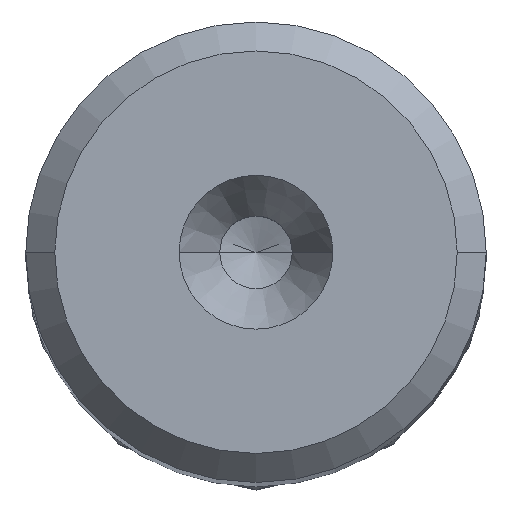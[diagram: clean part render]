
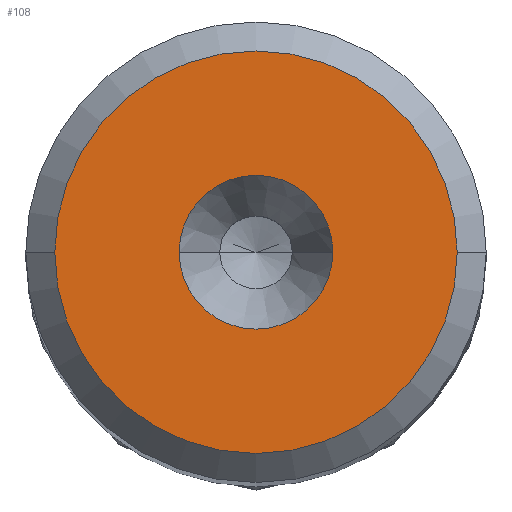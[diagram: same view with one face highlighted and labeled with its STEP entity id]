
A CAD part, top view. The second image highlights one B-rep face of the part: STEP entity #108.
In plain terms, the highlighted planar face has unit normal (0, 0, 1).
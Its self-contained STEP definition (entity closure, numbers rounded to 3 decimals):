
#88=PLANE('',#548);
#90=FACE_BOUND('',#165,.T.);
#91=FACE_BOUND('',#166,.T.);
#108=ADVANCED_FACE('',(#90,#91),#88,.T.);
#165=EDGE_LOOP('',(#196,#197,#198,#199));
#166=EDGE_LOOP('',(#200,#201));
#196=ORIENTED_EDGE('',*,*,#351,.T.);
#197=ORIENTED_EDGE('',*,*,#352,.T.);
#198=ORIENTED_EDGE('',*,*,#353,.T.);
#199=ORIENTED_EDGE('',*,*,#354,.T.);
#200=ORIENTED_EDGE('',*,*,#355,.T.);
#201=ORIENTED_EDGE('',*,*,#356,.T.);
#314=VERTEX_POINT('',#865);
#315=VERTEX_POINT('',#866);
#316=VERTEX_POINT('',#868);
#317=VERTEX_POINT('',#870);
#318=VERTEX_POINT('',#873);
#319=VERTEX_POINT('',#874);
#351=EDGE_CURVE('',#314,#315,#439,.T.);
#352=EDGE_CURVE('',#315,#316,#440,.T.);
#353=EDGE_CURVE('',#316,#317,#441,.T.);
#354=EDGE_CURVE('',#317,#314,#442,.T.);
#355=EDGE_CURVE('',#318,#319,#443,.T.);
#356=EDGE_CURVE('',#319,#318,#444,.T.);
#439=CIRCLE('',#542,6.937);
#440=CIRCLE('',#543,6.937);
#441=CIRCLE('',#544,6.937);
#442=CIRCLE('',#545,6.937);
#443=CIRCLE('',#546,2.65);
#444=CIRCLE('',#547,2.65);
#542=AXIS2_PLACEMENT_3D('',#864,#638,#639);
#543=AXIS2_PLACEMENT_3D('',#867,#640,#641);
#544=AXIS2_PLACEMENT_3D('',#869,#642,#643);
#545=AXIS2_PLACEMENT_3D('',#871,#644,#645);
#546=AXIS2_PLACEMENT_3D('',#872,#646,#647);
#547=AXIS2_PLACEMENT_3D('',#875,#648,#649);
#548=AXIS2_PLACEMENT_3D('',#876,#650,#651);
#638=DIRECTION('',(0.,0.,1.));
#639=DIRECTION('',(0.,1.,0.));
#640=DIRECTION('',(0.,0.,1.));
#641=DIRECTION('',(-1.,0.,0.));
#642=DIRECTION('',(0.,0.,1.));
#643=DIRECTION('',(0.,-1.,0.));
#644=DIRECTION('',(0.,0.,1.));
#645=DIRECTION('',(1.,0.,0.));
#646=DIRECTION('',(0.,0.,-1.));
#647=DIRECTION('',(-1.,0.,0.));
#648=DIRECTION('',(0.,0.,-1.));
#649=DIRECTION('',(1.,0.,0.));
#650=DIRECTION('',(0.,0.,1.));
#651=DIRECTION('',(-1.,0.,0.));
#864=CARTESIAN_POINT('',(0.,0.,0.));
#865=CARTESIAN_POINT('',(0.,6.937,0.));
#866=CARTESIAN_POINT('',(-6.937,0.,0.));
#867=CARTESIAN_POINT('',(0.,0.,0.));
#868=CARTESIAN_POINT('',(0.,-6.937,0.));
#869=CARTESIAN_POINT('',(0.,0.,0.));
#870=CARTESIAN_POINT('',(6.937,0.,0.));
#871=CARTESIAN_POINT('',(0.,0.,0.));
#872=CARTESIAN_POINT('',(0.,0.,0.));
#873=CARTESIAN_POINT('',(-2.65,0.,0.));
#874=CARTESIAN_POINT('',(2.65,0.,0.));
#875=CARTESIAN_POINT('',(0.,0.,0.));
#876=CARTESIAN_POINT('',(0.,0.,0.));
